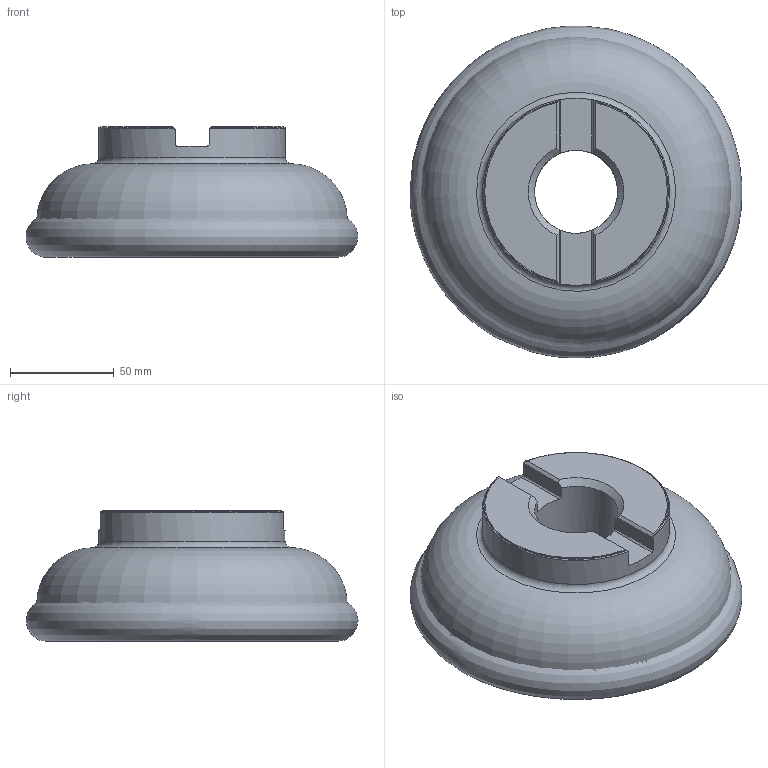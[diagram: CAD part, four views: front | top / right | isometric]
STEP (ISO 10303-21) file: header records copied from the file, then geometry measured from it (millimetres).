
FILE_DESCRIPTION(/* description */ (''),/* implementation_level */ '2;1');
FILE_NAME(/* name */ 'toolassembly_1.stp',/* time_stamp */ '2018-10-03T16:30:08+02:00',/* author */ (''),/* organization */ ('SMS'),/* preprocessor_version */ 'ST-DEVELOPER v15',/* originating_system */ 'SIEMENS PLM Software NX 8.5',/* authorisation */ '');
FILE_SCHEMA (('AUTOMOTIVE_DESIGN { 1 0 10303 214 3 1 1 1 }'));
Length unit declared in the file: millimetre
Products named in the file (4): ASSEMBLY_CONSTRUCTION; CUT_20181003162922; NOCUT_20181003162918; TOOLASSEMBLY_1
Assembly tree (3 placements, depth 2):
  TOOLASSEMBLY_1
    NOCUT_20181003162918
    CUT_20181003162922
    ASSEMBLY_CONSTRUCTION
Bounding box: 159.92 x 159.92 x 63 mm (x, y, z)
Volume: 777553.2 mm3; surface area: 87574.1 mm2
Topology: 2 solids, 2 shells, 45 faces, 116 edges, 90 vertices
Faces by surface type: plane 21, torus 10, cone 7, cylinder 6, bspline 1
Full cylindrical faces by diameter (mm): 40.013 x1, 56 x1, 90 x1, 149.761 x1
Entity records: 4204 total; most frequent: CARTESIAN_POINT 2913, DIRECTION 258, ORIENTED_EDGE 182, AXIS2_PLACEMENT_3D 115, EDGE_CURVE 91, VERTEX_POINT 68, EDGE_LOOP 64, ADVANCED_FACE 45
